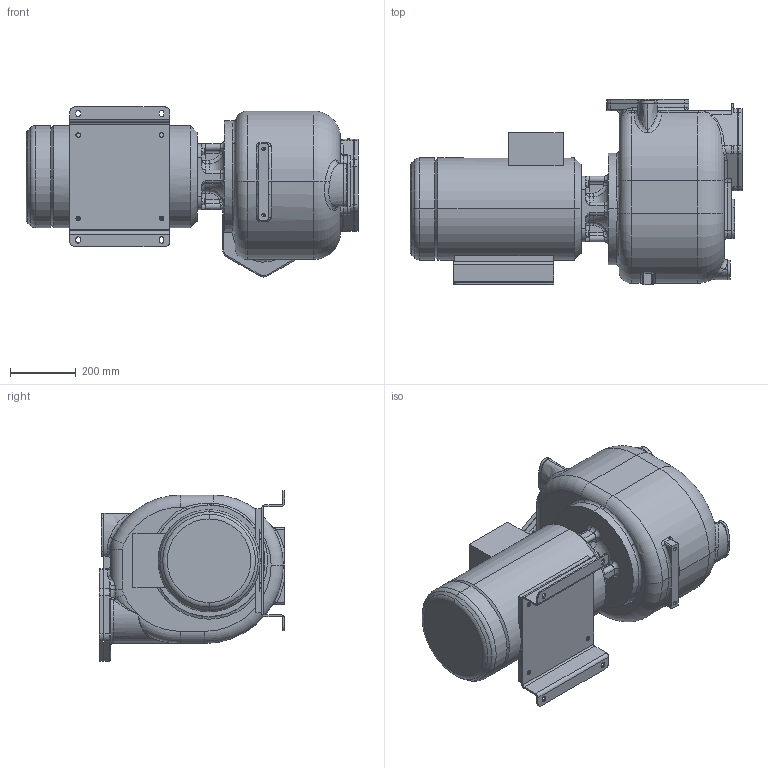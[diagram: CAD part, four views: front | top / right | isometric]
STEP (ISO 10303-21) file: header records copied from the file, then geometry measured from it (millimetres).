
FILE_DESCRIPTION((''),'2;1');
FILE_NAME('S161_K_T','2017-07-04T',('Amenduni'),(''),'CREO PARAMETRIC BY PTC INC, 2017020','CREO PARAMETRIC BY PTC INC, 2017020','');
FILE_SCHEMA(('CONFIG_CONTROL_DESIGN'));
Length unit declared in the file: millimetre
Products named in the file (1): S161_K_T
Bounding box: 1011 x 564 x 517.97 mm (x, y, z)
Volume: 115287538.8 mm3; surface area: 2372453.6 mm2
Topology: 4 solids, 4 shells, 658 faces, 1565 edges, 951 vertices
Faces by surface type: cylinder 273, plane 209, torus 56, bspline 56, cone 34, sphere 26, extrusion 4
Entity records: 29669 total; most frequent: CARTESIAN_POINT 14427, DIRECTION 3269, ORIENTED_EDGE 3122, EDGE_CURVE 1561, AXIS2_PLACEMENT_3D 1316, VERTEX_POINT 951, EDGE_LOOP 754, CIRCLE 714
